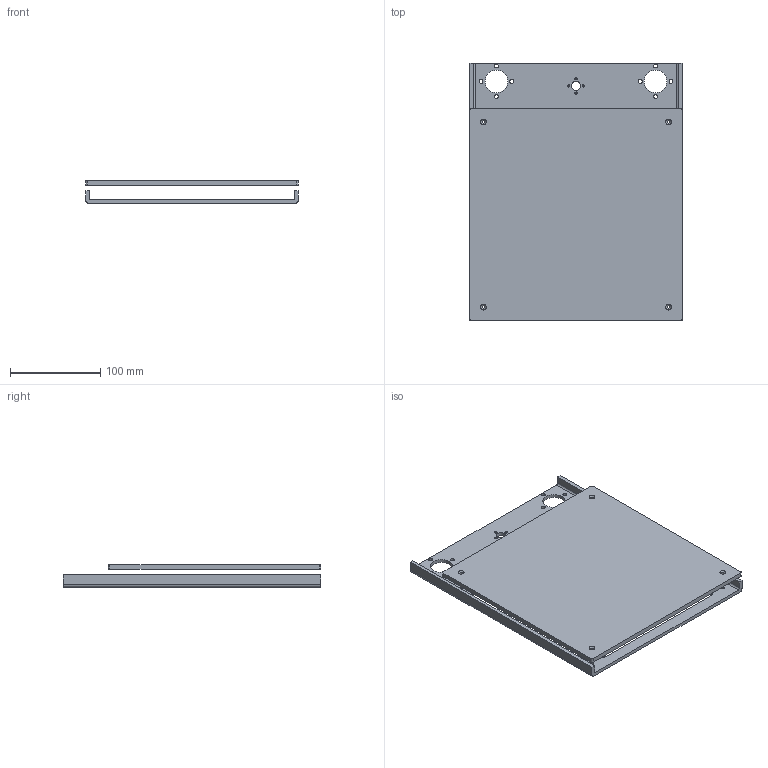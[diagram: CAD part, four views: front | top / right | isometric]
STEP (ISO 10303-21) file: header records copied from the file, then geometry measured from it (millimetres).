
FILE_DESCRIPTION(/* description */ (''),/* implementation_level */ '2;1');
FILE_NAME(/* name */ 'Two Trees - Sapphire Pro für Cura nur Druckbett v2.step',/* time_stamp */ '2021-01-10T12:48:40+01:00',/* author */ (''),/* organization */ (''),/* preprocessor_version */ 'ST-DEVELOPER v18.1',/* originating_system */ 'Autodesk Translation Framework v9.7.1.1290',/* authorisation */ '');
FILE_SCHEMA (('AUTOMOTIVE_DESIGN { 1 0 10303 214 3 1 1 }'));
Length unit declared in the file: millimetre
Products named in the file (2): Two Trees - Sapphire Pro für Cura nur Druckbett; Buildplate
Assembly tree (1 placements, depth 2):
  Two Trees - Sapphire Pro für Cura nur Druckbett
    Buildplate
Bounding box: 235 x 285 x 25 mm (x, y, z)
Volume: 420855.6 mm3; surface area: 199412.6 mm2
Topology: 2 solids, 2 shells, 75 faces, 209 edges, 138 vertices
Faces by surface type: cylinder 43, plane 28, cone 4
Full cylindrical faces by diameter (mm): 2.529 x4, 3.3 x8, 4.25 x8, 10.2 x1, 25 x2
Entity records: 2608 total; most frequent: DIRECTION 455, CARTESIAN_POINT 425, ORIENTED_EDGE 418, EDGE_CURVE 209, AXIS2_PLACEMENT_3D 168, VERTEX_POINT 138, EDGE_LOOP 129, LINE 119
